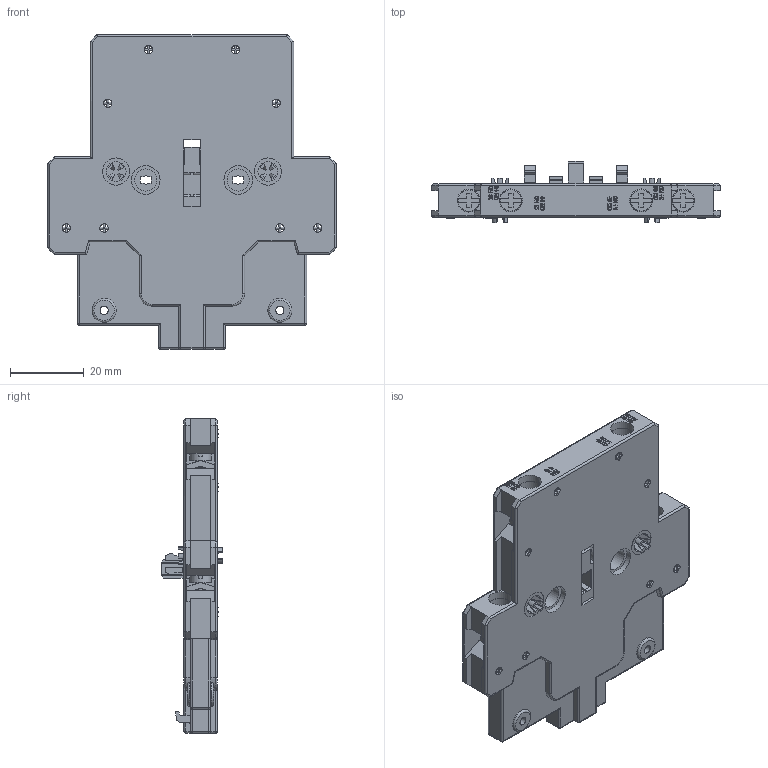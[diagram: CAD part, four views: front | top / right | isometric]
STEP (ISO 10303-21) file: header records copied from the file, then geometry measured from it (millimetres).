
FILE_DESCRIPTION((''),'2;1');
FILE_NAME('12C90083H01 - 300-SSA11.stp','2015-05-26T10:44:57',('rshanor'),(''),'Autodesk Inventor 2013','Autodesk Inventor 2013','');
FILE_SCHEMA(('AUTOMOTIVE_DESIGN { 1 2 10303 214 0 1 1 1 }'));
Length unit declared in the file: inch
Products named in the file (1): 12C90083H01
Bounding box: 78 x 16.65 x 85.01 mm (x, y, z)
Volume: 19668.4 mm3; surface area: 31829.7 mm2
Topology: 9 solids, 13 shells, 2305 faces, 6529 edges, 4203 vertices
Faces by surface type: plane 1490, cylinder 455, bspline 250, cone 76, torus 22, sphere 12
Full cylindrical faces by diameter (mm): 2.25 x10, 2.55 x8, 2.85 x4, 3.4 x8, 3.75 x8, 4 x4, 4.25 x10, 4.5 x12, 5.35 x4, 5.75 x4, 6 x2, 6.2 x4, 6.5 x10, 7.35 x4, 7.5 x2, 7.75 x2, 8 x2, 10.15 x2
Entity records: 78173 total; most frequent: CARTESIAN_POINT 18110, ORIENTED_EDGE 12654, DIRECTION 10857, EDGE_CURVE 6327, VECTOR 4433, LINE 4433, VERTEX_POINT 4129, AXIS2_PLACEMENT_3D 3212
